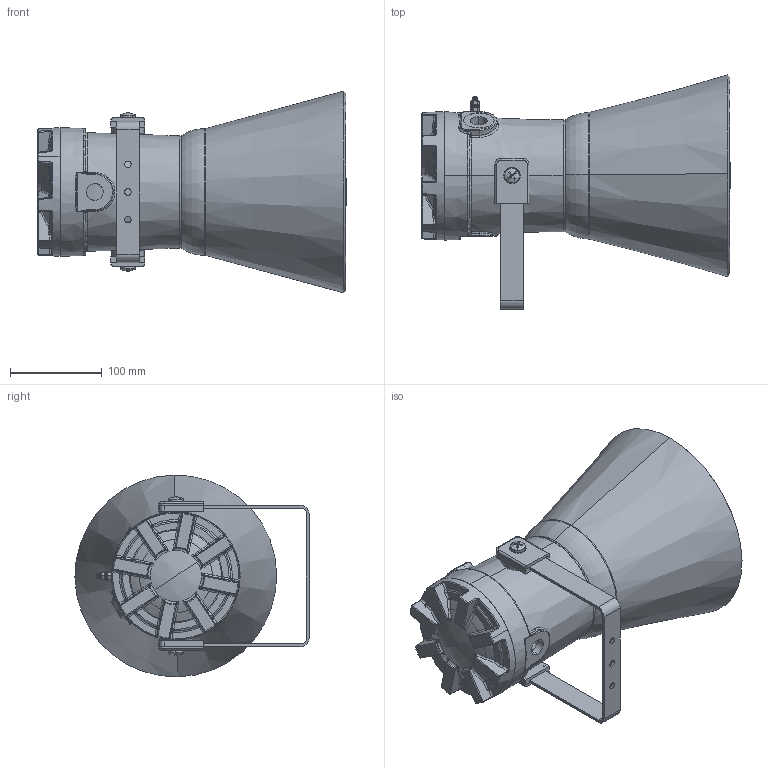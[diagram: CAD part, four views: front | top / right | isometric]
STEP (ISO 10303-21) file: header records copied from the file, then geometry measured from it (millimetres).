
FILE_DESCRIPTION (( 'STEP AP214' ), '1' );
FILE_NAME ('D190-05-001-3D_Issue_1.STEP', '2022-01-21T11:15:11', ( '' ), ( '' ), 'SwSTEP 2.0', 'SolidWorks 2021', '' );
FILE_SCHEMA (( 'AUTOMOTIVE_DESIGN' ));
Length unit declared in the file: millimetre
Products named in the file (18): WASGM5A4; sounder lid casting_Machined; D2430-3D_Issue_B; WAM5A4; D2410-3D_Issue_B; WAA300N2MM; sounder body casting_Machined; S120 horn; SCSSM8X20A4P; WAM8A4; Nose Cone Label LARGE; M20BRASS_Brass; SCNUTM5A4; sounder sub assy_S110; D190-05-001-3D_Issue_1; SCSTUDM5A4; WASGM8A4; D2411-3D_Issue_A
Assembly tree (26 placements, depth 3):
  D190-05-001-3D_Issue_1
    sounder sub assy_S110
      sounder body casting_Machined
      D2430-3D_Issue_B
      D2411-3D_Issue_A  x2
      D2410-3D_Issue_B  x2
      WAM8A4  x2
      WASGM8A4  x2
      SCSSM8X20A4P  x2
      SCSTUDM5A4
      WAM5A4  x3
      WASGM5A4  x2
      SCNUTM5A4  x2
    sounder lid casting_Machined
    M20BRASS_Brass
    WAA300N2MM
    Nose Cone Label LARGE
    S120 horn
Bounding box: 335.15 x 254.76 x 219.53 mm (x, y, z)
Volume: 3294899.3 mm3; surface area: 462953.2 mm2
Topology: 25 solids, 25 shells, 1520 faces, 3707 edges, 2247 vertices
Faces by surface type: cylinder 504, plane 411, bspline 214, torus 175, sphere 114, cone 102
Entity records: 61333 total; most frequent: CARTESIAN_POINT 31234, ORIENTED_EDGE 6330, DIRECTION 5492, EDGE_CURVE 3165, AXIS2_PLACEMENT_3D 2235, VERTEX_POINT 1924, EDGE_LOOP 1377, ADVANCED_FACE 1302
